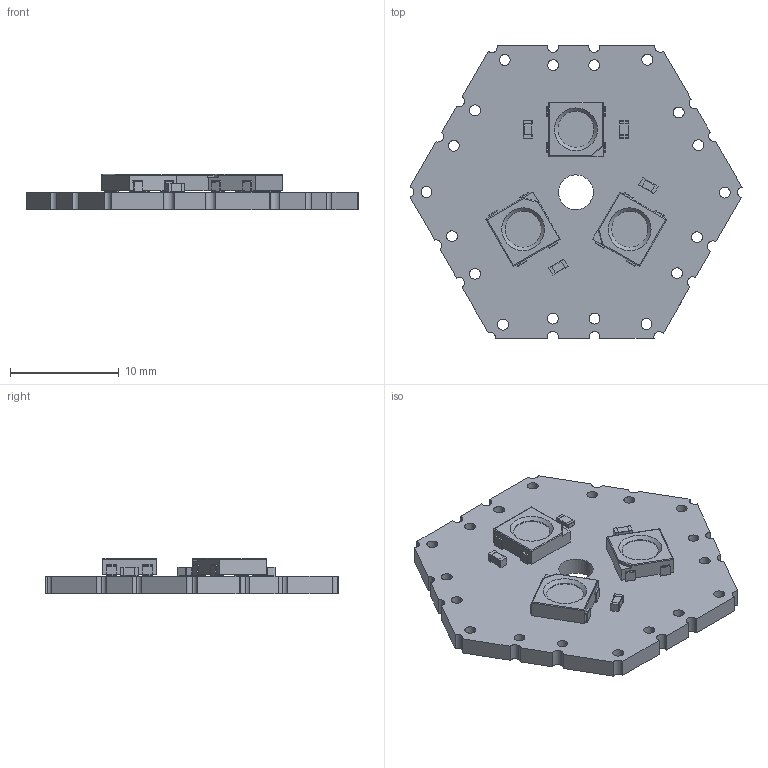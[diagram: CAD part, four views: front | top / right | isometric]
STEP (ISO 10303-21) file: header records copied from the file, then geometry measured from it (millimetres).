
FILE_DESCRIPTION(('KiCad electronic assembly'),'2;1');
FILE_NAME('3D STEP File','2024-03-08T23:37:44',('Pcbnew'),('Kicad'), 'Open CASCADE STEP processor 7.7','KiCad to STEP converter','Unknown' );
FILE_SCHEMA(('AUTOMOTIVE_DESIGN { 1 0 10303 214 1 1 1 1 }'));
Length unit declared in the file: millimetre
Products named in the file (8): 3D STEP File 1; LED_WS2812B_PLCC4_5.0x5.0mm_P3.2mm; SOLID; C_0603_1608Metric; R_0603_1608Metric; _autosave-Ws2812 PCB PCB
Assembly tree (11 placements, depth 3):
  3D STEP File 1
    LED_WS2812B_PLCC4_5.0x5.0mm_P3.2mm  x3
      SOLID
    C_0603_1608Metric  x3
      SOLID
    R_0603_1608Metric
      SOLID
    _autosave-Ws2812 PCB PCB
Bounding box: 30.47 x 26.85 x 3.23 mm (x, y, z)
Volume: 1046.3 mm3; surface area: 1752.3 mm2
Topology: 8 solids, 8 shells, 382 faces, 1085 edges, 716 vertices
Faces by surface type: plane 221, cylinder 158, cone 3
Full cylindrical faces by diameter (mm): 1 x18, 3.2 x1, 3.333 x3
Entity records: 14891 total; most frequent: CARTESIAN_POINT 3285, DIRECTION 1982, LINE 1189, VECTOR 1189, ORIENTED_EDGE 1078, PCURVE 1078, DEFINITIONAL_REPRESENTATION 1078, EDGE_CURVE 539
